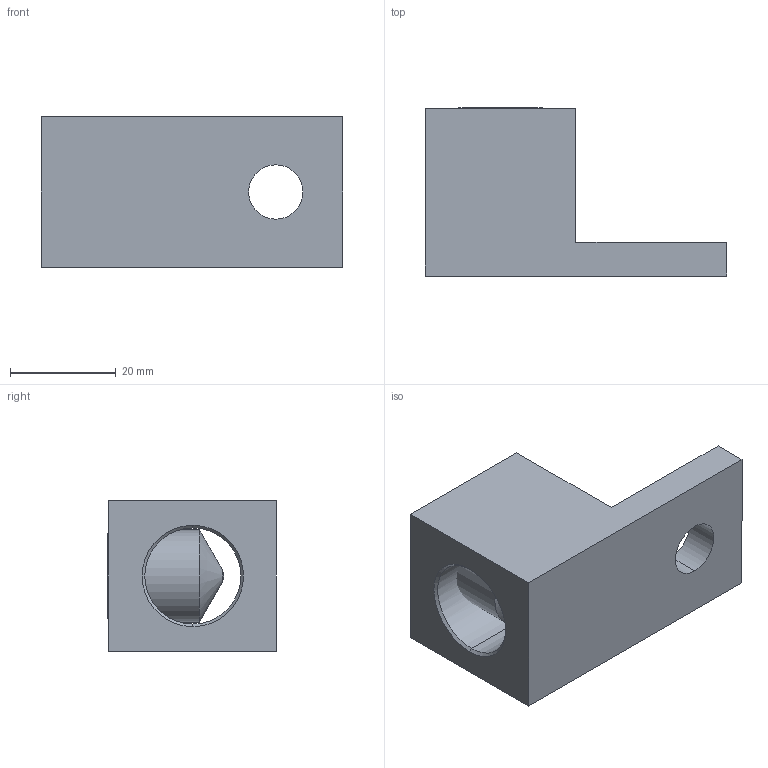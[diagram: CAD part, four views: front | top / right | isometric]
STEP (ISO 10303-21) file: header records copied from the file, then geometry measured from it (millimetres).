
FILE_DESCRIPTION (( 'STEP AP203' ), '1' );
FILE_NAME ('LA-350-1.step', '2023-11-15T15:14:18', ( '' ), ( '' ), 'SwSTEP 2.0', 'SolidWorks 2023', '' );
FILE_SCHEMA (( 'CONFIG_CONTROL_DESIGN' ));
Length unit declared in the file: inch
Products named in the file (1): LA-350-1
Bounding box: 57.15 x 31.91 x 28.6 mm (x, y, z)
Volume: 25505 mm3; surface area: 10184.4 mm2
Topology: 2 solids, 2 shells, 50 faces, 126 edges, 79 vertices
Faces by surface type: plane 27, cone 12, cylinder 10, bspline 1
Entity records: 1698 total; most frequent: CARTESIAN_POINT 415, DIRECTION 250, ORIENTED_EDGE 248, EDGE_CURVE 124, AXIS2_PLACEMENT_3D 90, VERTEX_POINT 79, LINE 70, VECTOR 70
